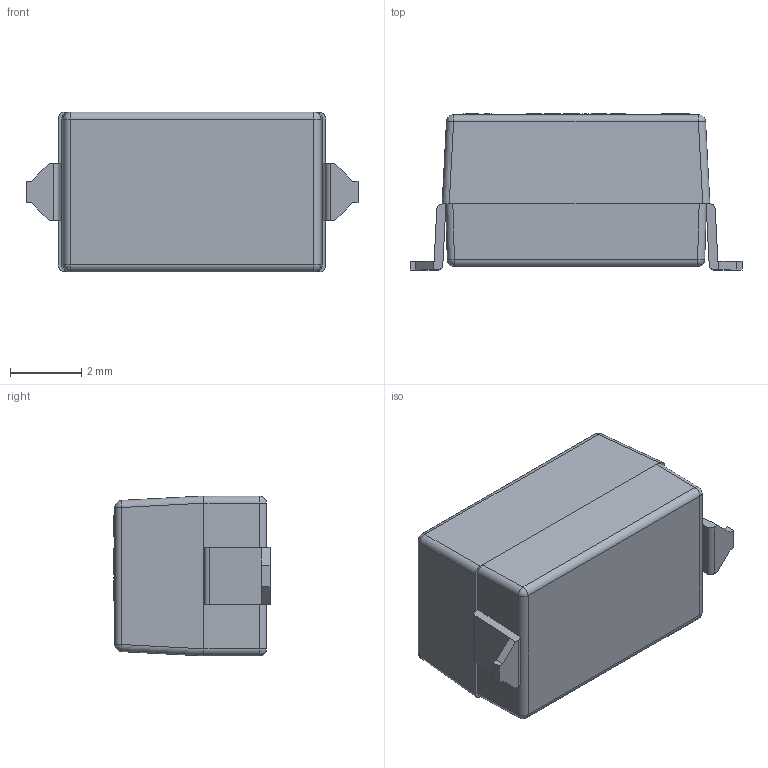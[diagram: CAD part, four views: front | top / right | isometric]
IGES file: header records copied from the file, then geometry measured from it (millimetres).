
Start section:  PTC IGES file: kss-1ps.igs
Global section: file name: kss-1ps.igs; native system: Pro/ENGINEER by Parametric Technology Corporation; preprocessor: 2010280; author: ck004; organization: Unknown; date: 20120626.091853; units: millimetre
Bounding box: 9.3 x 4.37 x 4.48 mm (x, y, z)
Surface area: 183.1 mm2 (no closed solid volume)
Topology: 0 solids, 0 shells, 441 faces, 2494 edges, 2494 vertices
Faces by surface type: bspline 413, revolution 28
